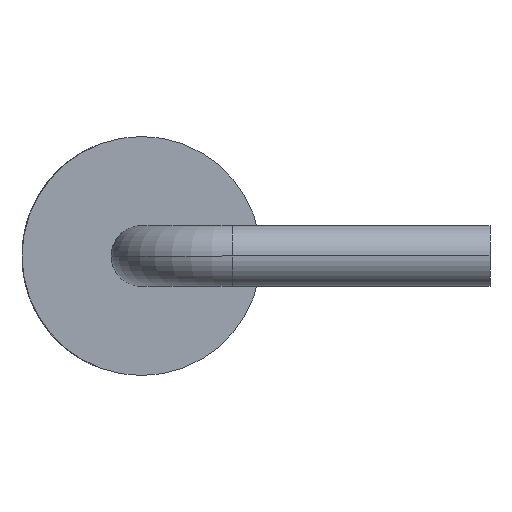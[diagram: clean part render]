
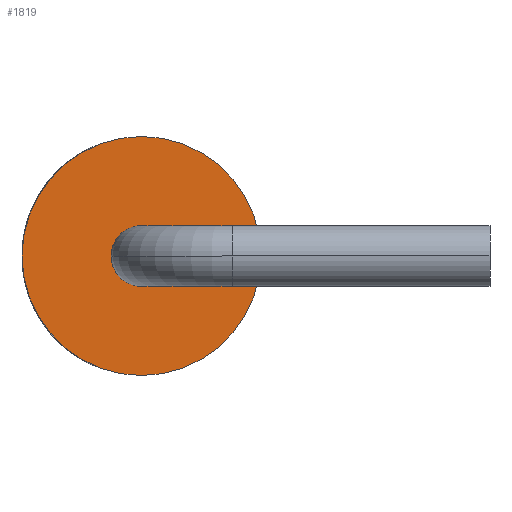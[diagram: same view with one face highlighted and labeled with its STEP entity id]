
A CAD part, left-side view. The second image highlights one B-rep face of the part: STEP entity #1819.
In plain terms, the highlighted planar face has unit normal (-1, 0, 0).
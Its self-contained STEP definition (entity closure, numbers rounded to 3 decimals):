
#240 = VERTEX_POINT ( 'NONE', #2990 ) ;
#259 = FACE_OUTER_BOUND ( 'NONE', #3884, .T. ) ;
#287 = AXIS2_PLACEMENT_3D ( 'NONE', #1898, #2647, #1982 ) ;
#528 = VERTEX_POINT ( 'NONE', #3156 ) ;
#584 = PLANE ( 'NONE',  #3406 ) ;
#912 = DIRECTION ( 'NONE',  ( 1., 0., 0. ) ) ;
#965 = DIRECTION ( 'NONE',  ( 0., 0., -1. ) ) ;
#1204 = EDGE_CURVE ( 'NONE', #1248, #240, #2184, .T. ) ;
#1248 = VERTEX_POINT ( 'NONE', #2364 ) ;
#1330 = DIRECTION ( 'NONE',  ( 0., 0., -1. ) ) ;
#1648 = VERTEX_POINT ( 'NONE', #2532 ) ;
#1819 = ADVANCED_FACE ( 'NONE', ( #3749, #259 ), #584, .F. ) ;
#1860 = AXIS2_PLACEMENT_3D ( 'NONE', #1977, #2294, #1955 ) ;
#1898 = CARTESIAN_POINT ( 'NONE',  ( 4.02, 4.4, 0. ) ) ;
#1955 = DIRECTION ( 'NONE',  ( 0., 0., -1. ) ) ;
#1977 = CARTESIAN_POINT ( 'NONE',  ( 4.02, 4.4, 0. ) ) ;
#1982 = DIRECTION ( 'NONE',  ( 0., 0., -1. ) ) ;
#2001 = CIRCLE ( 'NONE', #1860, 0.61 ) ;
#2120 = EDGE_CURVE ( 'NONE', #1648, #528, #2001, .T. ) ;
#2184 = CIRCLE ( 'NONE', #4218, 2.4 ) ;
#2294 = DIRECTION ( 'NONE',  ( -1., 0., 0. ) ) ;
#2364 = CARTESIAN_POINT ( 'NONE',  ( 4.02, 4.4, 2.4 ) ) ;
#2532 = CARTESIAN_POINT ( 'NONE',  ( 4.02, 5.01, 0. ) ) ;
#2590 = EDGE_CURVE ( 'NONE', #528, #1648, #4133, .T. ) ;
#2647 = DIRECTION ( 'NONE',  ( 1., 0., 0. ) ) ;
#2751 = AXIS2_PLACEMENT_3D ( 'NONE', #4158, #2787, #3472 ) ;
#2787 = DIRECTION ( 'NONE',  ( -1., 0., 0. ) ) ;
#2848 = CIRCLE ( 'NONE', #287, 2.4 ) ;
#2939 = EDGE_LOOP ( 'NONE', ( #3973, #3945 ) ) ;
#2990 = CARTESIAN_POINT ( 'NONE',  ( 4.02, 4.4, -2.4 ) ) ;
#3009 = CARTESIAN_POINT ( 'NONE',  ( 4.02, 4.4, 0. ) ) ;
#3156 = CARTESIAN_POINT ( 'NONE',  ( 4.02, 3.79, 0. ) ) ;
#3354 = DIRECTION ( 'NONE',  ( 1., 0., 0. ) ) ;
#3387 = CARTESIAN_POINT ( 'NONE',  ( 4.02, 4.4, 0. ) ) ;
#3406 = AXIS2_PLACEMENT_3D ( 'NONE', #3387, #912, #1330 ) ;
#3472 = DIRECTION ( 'NONE',  ( 0., 0., -1. ) ) ;
#3708 = ORIENTED_EDGE ( 'NONE', *, *, #4074, .F. ) ;
#3749 = FACE_BOUND ( 'NONE', #2939, .T. ) ;
#3884 = EDGE_LOOP ( 'NONE', ( #4446, #3708 ) ) ;
#3945 = ORIENTED_EDGE ( 'NONE', *, *, #2120, .F. ) ;
#3973 = ORIENTED_EDGE ( 'NONE', *, *, #2590, .F. ) ;
#4074 = EDGE_CURVE ( 'NONE', #240, #1248, #2848, .T. ) ;
#4133 = CIRCLE ( 'NONE', #2751, 0.61 ) ;
#4158 = CARTESIAN_POINT ( 'NONE',  ( 4.02, 4.4, 0. ) ) ;
#4218 = AXIS2_PLACEMENT_3D ( 'NONE', #3009, #3354, #965 ) ;
#4446 = ORIENTED_EDGE ( 'NONE', *, *, #1204, .F. ) ;
